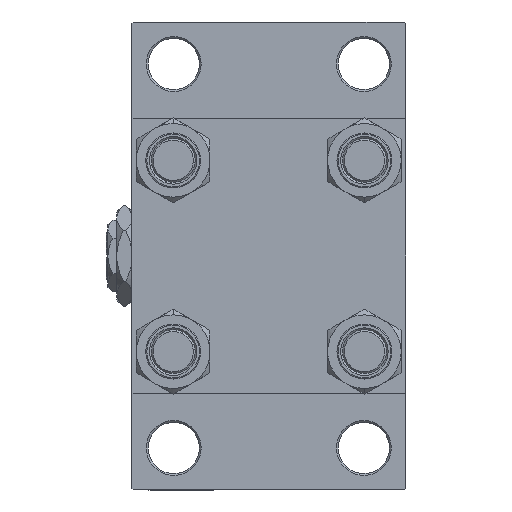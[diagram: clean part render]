
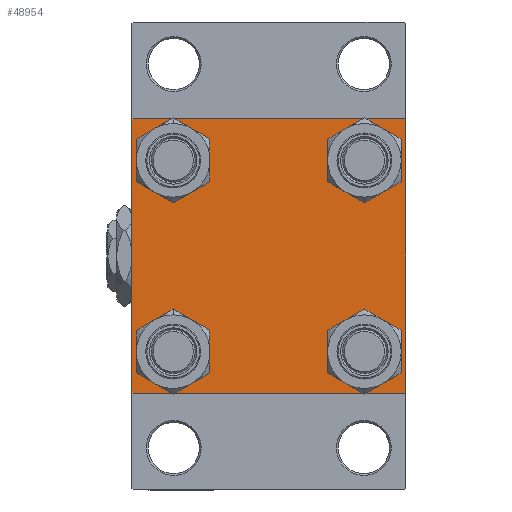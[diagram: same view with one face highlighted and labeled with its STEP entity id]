
A CAD part, left-side view. The second image highlights one B-rep face of the part: STEP entity #48954.
In plain terms, the highlighted planar face has unit normal (-1, 0, 0).
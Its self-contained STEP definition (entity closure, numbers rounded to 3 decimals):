
#158 = EDGE_LOOP ( 'NONE', ( #30579, #37863 ) ) ;
#170 = CARTESIAN_POINT ( 'NONE',  ( 0., -37.5, 37. ) ) ;
#423 = DIRECTION ( 'NONE',  ( 0., 0., 1. ) ) ;
#1411 = EDGE_CURVE ( 'NONE', #47906, #32906, #38183, .T. ) ;
#1598 = EDGE_CURVE ( 'NONE', #6733, #39414, #7943, .T. ) ;
#1840 = DIRECTION ( 'NONE',  ( 1., 0., 0. ) ) ;
#2152 = EDGE_CURVE ( 'NONE', #33291, #6416, #39750, .T. ) ;
#2475 = CARTESIAN_POINT ( 'NONE',  ( 0., -26.15, 19.65 ) ) ;
#2555 = CARTESIAN_POINT ( 'NONE',  ( 0., 26.15, -32.65 ) ) ;
#2566 = LINE ( 'NONE', #17787, #7814 ) ;
#2774 = CARTESIAN_POINT ( 'NONE',  ( 0., 26.15, -19.65 ) ) ;
#3986 = CARTESIAN_POINT ( 'NONE',  ( 0., 37.5, 37.5 ) ) ;
#4130 = CARTESIAN_POINT ( 'NONE',  ( 0., -37., -37.5 ) ) ;
#4824 = VERTEX_POINT ( 'NONE', #29200 ) ;
#4827 = DIRECTION ( 'NONE',  ( 1., 0., 0. ) ) ;
#5398 = CARTESIAN_POINT ( 'NONE',  ( 0., 26.15, 19.65 ) ) ;
#5547 = CARTESIAN_POINT ( 'NONE',  ( 0., -37.5, 37.5 ) ) ;
#6132 = CARTESIAN_POINT ( 'NONE',  ( 0., -37.25, -37.25 ) ) ;
#6208 = DIRECTION ( 'NONE',  ( 1., 0., 0. ) ) ;
#6416 = VERTEX_POINT ( 'NONE', #11072 ) ;
#6733 = VERTEX_POINT ( 'NONE', #42959 ) ;
#6841 = CARTESIAN_POINT ( 'NONE',  ( 0., 0., 0. ) ) ;
#6885 = CIRCLE ( 'NONE', #28444, 6.5 ) ;
#7814 = VECTOR ( 'NONE', #33017, 1000. ) ;
#7867 = DIRECTION ( 'NONE',  ( 0., -1., 0. ) ) ;
#7943 = CIRCLE ( 'NONE', #44619, 6.5 ) ;
#8223 = DIRECTION ( 'NONE',  ( 1., 0., 0. ) ) ;
#8834 = DIRECTION ( 'NONE',  ( 0., -1., 0. ) ) ;
#9104 = DIRECTION ( 'NONE',  ( 1., 0., 0. ) ) ;
#9521 = CARTESIAN_POINT ( 'NONE',  ( 0., 26.15, 26.15 ) ) ;
#9587 = CARTESIAN_POINT ( 'NONE',  ( 0., -26.15, -26.15 ) ) ;
#10346 = DIRECTION ( 'NONE',  ( -1., 0., 0. ) ) ;
#11072 = CARTESIAN_POINT ( 'NONE',  ( 0., -37.5, -37. ) ) ;
#11518 = EDGE_LOOP ( 'NONE', ( #17901, #25876, #23458, #39694, #45844, #11888, #34851, #32852 ) ) ;
#11674 = EDGE_CURVE ( 'NONE', #46309, #37315, #37685, .T. ) ;
#11888 = ORIENTED_EDGE ( 'NONE', *, *, #22593, .T. ) ;
#12143 = ORIENTED_EDGE ( 'NONE', *, *, #30200, .T. ) ;
#13014 = VERTEX_POINT ( 'NONE', #41485 ) ;
#13228 = CARTESIAN_POINT ( 'NONE',  ( 0., -26.15, 26.15 ) ) ;
#13393 = DIRECTION ( 'NONE',  ( 0., -0.707, 0.707 ) ) ;
#13789 = DIRECTION ( 'NONE',  ( 0., 0.707, 0.707 ) ) ;
#14095 = PLANE ( 'NONE',  #31759 ) ;
#14302 = EDGE_LOOP ( 'NONE', ( #16447, #19962 ) ) ;
#14583 = VERTEX_POINT ( 'NONE', #24160 ) ;
#14678 = ORIENTED_EDGE ( 'NONE', *, *, #15402, .T. ) ;
#14936 = VECTOR ( 'NONE', #8834, 1000. ) ;
#15402 = EDGE_CURVE ( 'NONE', #37315, #46309, #33064, .T. ) ;
#16447 = ORIENTED_EDGE ( 'NONE', *, *, #1598, .T. ) ;
#17124 = AXIS2_PLACEMENT_3D ( 'NONE', #28786, #1840, #423 ) ;
#17787 = CARTESIAN_POINT ( 'NONE',  ( 0., 37.25, 37.25 ) ) ;
#17901 = ORIENTED_EDGE ( 'NONE', *, *, #1411, .T. ) ;
#18084 = DIRECTION ( 'NONE',  ( 0., 0., 1. ) ) ;
#18304 = EDGE_LOOP ( 'NONE', ( #26640, #14678 ) ) ;
#18941 = ORIENTED_EDGE ( 'NONE', *, *, #31018, .T. ) ;
#19223 = DIRECTION ( 'NONE',  ( 0., 0., -1. ) ) ;
#19630 = CARTESIAN_POINT ( 'NONE',  ( 0., -26.15, -19.65 ) ) ;
#19829 = LINE ( 'NONE', #43031, #14936 ) ;
#19852 = AXIS2_PLACEMENT_3D ( 'NONE', #13228, #6208, #28942 ) ;
#19962 = ORIENTED_EDGE ( 'NONE', *, *, #39460, .T. ) ;
#20045 = DIRECTION ( 'NONE',  ( 0., 0., 1. ) ) ;
#20969 = AXIS2_PLACEMENT_3D ( 'NONE', #39676, #46921, #24698 ) ;
#21208 = DIRECTION ( 'NONE',  ( 1., 0., 0. ) ) ;
#21871 = EDGE_LOOP ( 'NONE', ( #18941, #12143 ) ) ;
#22593 = EDGE_CURVE ( 'NONE', #33291, #4824, #36258, .T. ) ;
#22762 = CIRCLE ( 'NONE', #30706, 6.5 ) ;
#23362 = LINE ( 'NONE', #41813, #25470 ) ;
#23458 = ORIENTED_EDGE ( 'NONE', *, *, #39974, .T. ) ;
#24021 = VERTEX_POINT ( 'NONE', #42634 ) ;
#24160 = CARTESIAN_POINT ( 'NONE',  ( 0., -26.15, -32.65 ) ) ;
#24341 = DIRECTION ( 'NONE',  ( 0., 0., 1. ) ) ;
#24698 = DIRECTION ( 'NONE',  ( 0., 0., 1. ) ) ;
#25470 = VECTOR ( 'NONE', #7867, 1000. ) ;
#25827 = FACE_BOUND ( 'NONE', #18304, .T. ) ;
#25876 = ORIENTED_EDGE ( 'NONE', *, *, #25915, .T. ) ;
#25915 = EDGE_CURVE ( 'NONE', #32906, #35170, #41587, .T. ) ;
#26640 = ORIENTED_EDGE ( 'NONE', *, *, #11674, .T. ) ;
#27475 = EDGE_CURVE ( 'NONE', #13014, #34285, #22762, .T. ) ;
#28444 = AXIS2_PLACEMENT_3D ( 'NONE', #38678, #8223, #31459 ) ;
#28786 = CARTESIAN_POINT ( 'NONE',  ( 0., 26.15, -26.15 ) ) ;
#28942 = DIRECTION ( 'NONE',  ( 0., 0., 1. ) ) ;
#29028 = CARTESIAN_POINT ( 'NONE',  ( 0., -37.25, 37.25 ) ) ;
#29174 = AXIS2_PLACEMENT_3D ( 'NONE', #39023, #4827, #35277 ) ;
#29200 = CARTESIAN_POINT ( 'NONE',  ( 0., -37., 37.5 ) ) ;
#29357 = LINE ( 'NONE', #6132, #30813 ) ;
#29724 = CARTESIAN_POINT ( 'NONE',  ( 0., 37., -37.5 ) ) ;
#30200 = EDGE_CURVE ( 'NONE', #14583, #32468, #6885, .T. ) ;
#30579 = ORIENTED_EDGE ( 'NONE', *, *, #27475, .T. ) ;
#30706 = AXIS2_PLACEMENT_3D ( 'NONE', #9521, #46980, #20045 ) ;
#30764 = EDGE_CURVE ( 'NONE', #36899, #6416, #29357, .T. ) ;
#30813 = VECTOR ( 'NONE', #13393, 1000. ) ;
#31018 = EDGE_CURVE ( 'NONE', #32468, #14583, #43612, .T. ) ;
#31244 = CARTESIAN_POINT ( 'NONE',  ( 0., 37.5, -37. ) ) ;
#31459 = DIRECTION ( 'NONE',  ( 0., 0., 1. ) ) ;
#31759 = AXIS2_PLACEMENT_3D ( 'NONE', #6841, #10346, #18084 ) ;
#31799 = CARTESIAN_POINT ( 'NONE',  ( 0., 37.5, 37. ) ) ;
#32462 = AXIS2_PLACEMENT_3D ( 'NONE', #9587, #9104, #24341 ) ;
#32468 = VERTEX_POINT ( 'NONE', #19630 ) ;
#32740 = EDGE_CURVE ( 'NONE', #24021, #4824, #19829, .T. ) ;
#32852 = ORIENTED_EDGE ( 'NONE', *, *, #33443, .T. ) ;
#32906 = VERTEX_POINT ( 'NONE', #31244 ) ;
#33017 = DIRECTION ( 'NONE',  ( 0., 0.707, -0.707 ) ) ;
#33064 = CIRCLE ( 'NONE', #17124, 6.5 ) ;
#33291 = VERTEX_POINT ( 'NONE', #170 ) ;
#33443 = EDGE_CURVE ( 'NONE', #24021, #47906, #2566, .T. ) ;
#34285 = VERTEX_POINT ( 'NONE', #5398 ) ;
#34851 = ORIENTED_EDGE ( 'NONE', *, *, #32740, .F. ) ;
#35170 = VERTEX_POINT ( 'NONE', #29724 ) ;
#35277 = DIRECTION ( 'NONE',  ( 0., 0., 1. ) ) ;
#36258 = LINE ( 'NONE', #29028, #46491 ) ;
#36807 = FACE_BOUND ( 'NONE', #21871, .T. ) ;
#36899 = VERTEX_POINT ( 'NONE', #4130 ) ;
#37315 = VERTEX_POINT ( 'NONE', #2555 ) ;
#37685 = CIRCLE ( 'NONE', #20969, 6.5 ) ;
#37863 = ORIENTED_EDGE ( 'NONE', *, *, #44388, .T. ) ;
#38183 = LINE ( 'NONE', #3986, #45425 ) ;
#38678 = CARTESIAN_POINT ( 'NONE',  ( 0., -26.15, -26.15 ) ) ;
#39023 = CARTESIAN_POINT ( 'NONE',  ( 0., 26.15, 26.15 ) ) ;
#39414 = VERTEX_POINT ( 'NONE', #2475 ) ;
#39449 = VECTOR ( 'NONE', #48820, 1000. ) ;
#39460 = EDGE_CURVE ( 'NONE', #39414, #6733, #41342, .T. ) ;
#39676 = CARTESIAN_POINT ( 'NONE',  ( 0., 26.15, -26.15 ) ) ;
#39694 = ORIENTED_EDGE ( 'NONE', *, *, #30764, .T. ) ;
#39750 = LINE ( 'NONE', #5547, #48619 ) ;
#39974 = EDGE_CURVE ( 'NONE', #35170, #36899, #23362, .T. ) ;
#41043 = FACE_OUTER_BOUND ( 'NONE', #11518, .T. ) ;
#41342 = CIRCLE ( 'NONE', #19852, 6.5 ) ;
#41485 = CARTESIAN_POINT ( 'NONE',  ( 0., 26.15, 32.65 ) ) ;
#41587 = LINE ( 'NONE', #45093, #39449 ) ;
#41813 = CARTESIAN_POINT ( 'NONE',  ( 0., 37.5, -37.5 ) ) ;
#42634 = CARTESIAN_POINT ( 'NONE',  ( 0., 37., 37.5 ) ) ;
#42959 = CARTESIAN_POINT ( 'NONE',  ( 0., -26.15, 32.65 ) ) ;
#43031 = CARTESIAN_POINT ( 'NONE',  ( 0., 37.5, 37.5 ) ) ;
#43612 = CIRCLE ( 'NONE', #32462, 6.5 ) ;
#43744 = DIRECTION ( 'NONE',  ( 0., 0., -1. ) ) ;
#44310 = CIRCLE ( 'NONE', #29174, 6.5 ) ;
#44388 = EDGE_CURVE ( 'NONE', #34285, #13014, #44310, .T. ) ;
#44551 = FACE_BOUND ( 'NONE', #14302, .T. ) ;
#44619 = AXIS2_PLACEMENT_3D ( 'NONE', #47410, #21208, #47651 ) ;
#45093 = CARTESIAN_POINT ( 'NONE',  ( 0., 37.25, -37.25 ) ) ;
#45425 = VECTOR ( 'NONE', #19223, 1000. ) ;
#45844 = ORIENTED_EDGE ( 'NONE', *, *, #2152, .F. ) ;
#46309 = VERTEX_POINT ( 'NONE', #2774 ) ;
#46491 = VECTOR ( 'NONE', #13789, 1000. ) ;
#46921 = DIRECTION ( 'NONE',  ( 1., 0., 0. ) ) ;
#46980 = DIRECTION ( 'NONE',  ( 1., 0., 0. ) ) ;
#47410 = CARTESIAN_POINT ( 'NONE',  ( 0., -26.15, 26.15 ) ) ;
#47651 = DIRECTION ( 'NONE',  ( 0., 0., 1. ) ) ;
#47906 = VERTEX_POINT ( 'NONE', #31799 ) ;
#48525 = FACE_BOUND ( 'NONE', #158, .T. ) ;
#48619 = VECTOR ( 'NONE', #43744, 1000. ) ;
#48820 = DIRECTION ( 'NONE',  ( 0., -0.707, -0.707 ) ) ;
#48954 = ADVANCED_FACE ( 'NONE', ( #44551, #36807, #25827, #48525, #41043 ), #14095, .T. ) ;
